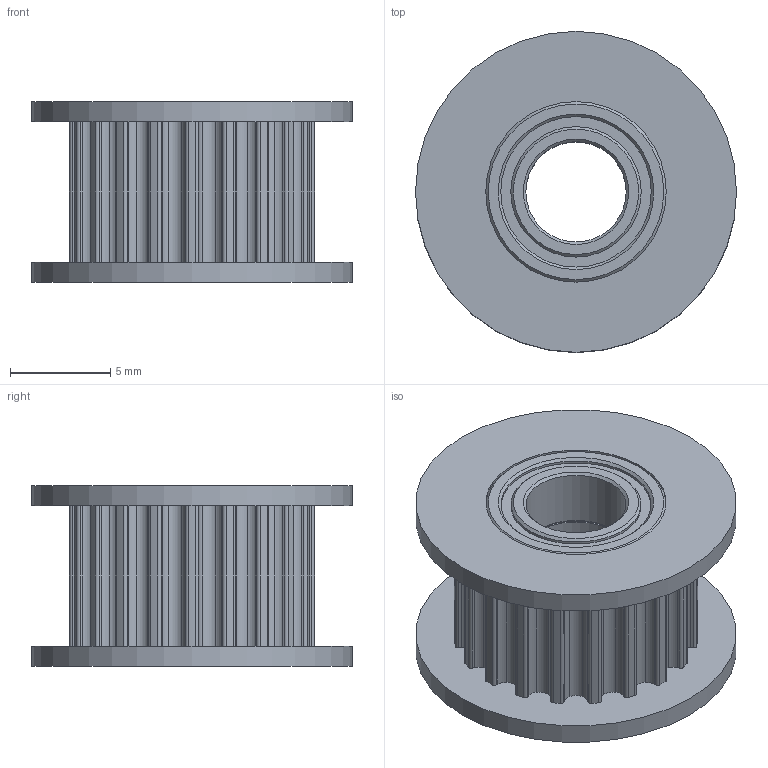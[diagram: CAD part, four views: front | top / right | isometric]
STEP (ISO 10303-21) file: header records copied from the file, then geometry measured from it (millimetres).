
FILE_DESCRIPTION(/* description */ (''),/* implementation_level */ '2;1');
FILE_NAME(/* name */ 'HW2855WC-Idler Pulley - Toothed for 2GT-20T - 6mm Belt - 5mm Bore.step',/* time_stamp */ '2022-09-19T15:22:16+01:00',/* author */ (''),/* organization */ (''),/* preprocessor_version */ 'ST-DEVELOPER v19',/* originating_system */ 'Autodesk Translation Framework v11.7.0.108',/* authorisation */ '');
FILE_SCHEMA (('AUTOMOTIVE_DESIGN { 1 0 10303 214 3 1 1 }'));
Length unit declared in the file: millimetre
Products named in the file (3): HW2855WC; _MR95ZZ Bearing v1; _Bearing Spacer
Assembly tree (3 placements, depth 2):
  HW2855WC
    _MR95ZZ Bearing v1  x2
    _Bearing Spacer
Bounding box: 16 x 16 x 9 mm (x, y, z)
Volume: 907 mm3; surface area: 1832.5 mm2
Topology: 4 solids, 4 shells, 215 faces, 569 edges, 374 vertices
Faces by surface type: cylinder 179, plane 20, cone 16
Full cylindrical faces by diameter (mm): 5 x2, 5.1 x1, 6.5 x4, 7 x1, 7.5 x5, 9 x4, 16 x2
Entity records: 6535 total; most frequent: DIRECTION 1291, CARTESIAN_POINT 1090, ORIENTED_EDGE 1070, AXIS2_PLACEMENT_3D 555, EDGE_CURVE 535, CIRCLE 354, VERTEX_POINT 354, EDGE_LOOP 209
